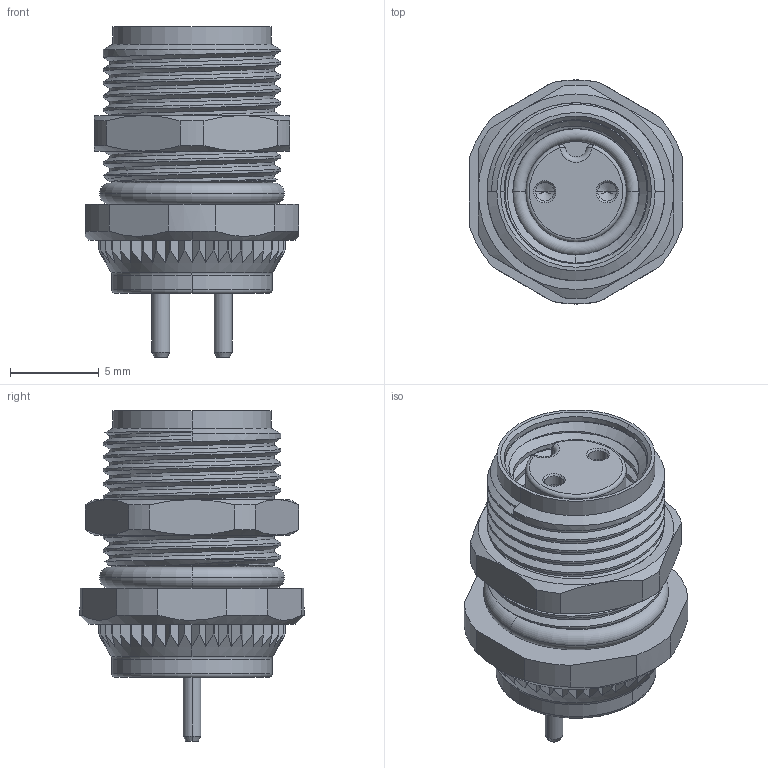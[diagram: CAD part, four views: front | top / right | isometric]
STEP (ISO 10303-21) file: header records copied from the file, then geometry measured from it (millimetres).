
FILE_DESCRIPTION((''),'2;1');
FILE_NAME('3P-K133332_2_A','2025-09-08T',('gongcheng16'),(''),'PRO/ENGINEER BY PARAMETRIC TECHNOLOGY CORPORATION, 2010280','PRO/ENGINEER BY PARAMETRIC TECHNOLOGY CORPORATION, 2010280','');
FILE_SCHEMA(('CONFIG_CONTROL_DESIGN'));
Products named in the file (1): 3P-K133332_2_A
Bounding box: 12 x 12.6 x 18.6 mm (x, y, z)
Volume: 260.6 mm3; surface area: 8833.2 mm2
Topology: 1 solids, 56 shells, 1406 faces, 4842 edges, 3361 vertices
Faces by surface type: plane 610, cylinder 418, cone 215, bspline 97, torus 66
Entity records: 88311 total; most frequent: CARTESIAN_POINT 48812, ORIENTED_EDGE 8152, DIRECTION 7623, EDGE_CURVE 4838, VERTEX_POINT 3361, AXIS2_PLACEMENT_3D 2812, VECTOR 1999, LINE 1999
